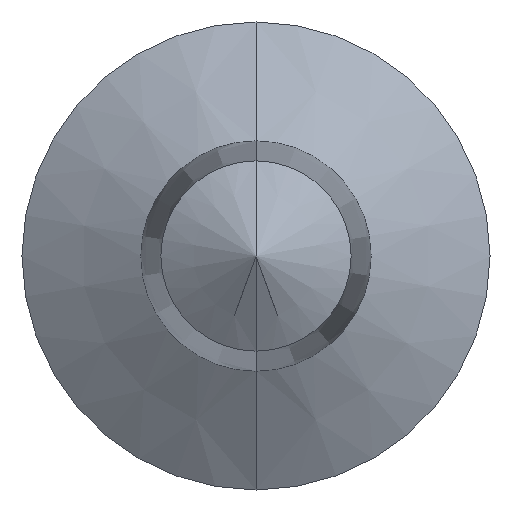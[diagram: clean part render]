
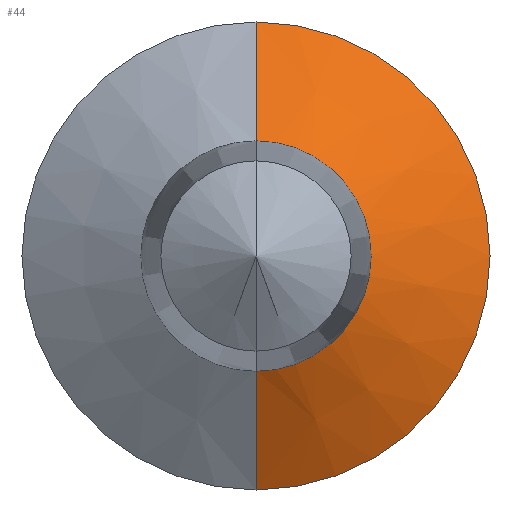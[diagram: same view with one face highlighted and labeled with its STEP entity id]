
A CAD part, front view. The second image highlights one B-rep face of the part: STEP entity #44.
In plain terms, the highlighted conical face has half-angle 59.482 degrees and reference radius 4.675 mm.
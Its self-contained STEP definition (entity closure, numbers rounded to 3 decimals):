
#3 = CONICAL_SURFACE ( 'NONE', #80, 4.675, 1.038 ) ;
#6 = CARTESIAN_POINT ( 'NONE',  ( 0., -1.7, 4.675 ) ) ;
#10 = CARTESIAN_POINT ( 'NONE',  ( 0., -1.7, 4.675 ) ) ;
#15 = ORIENTED_EDGE ( 'NONE', *, *, #22, .F. ) ;
#20 = CIRCLE ( 'NONE', #172, 2.3 ) ;
#22 = EDGE_CURVE ( 'NONE', #119, #52, #20, .T. ) ;
#37 = VERTEX_POINT ( 'NONE', #229 ) ;
#44 = ADVANCED_FACE ( 'NONE', ( #167 ), #3, .T. ) ;
#48 = EDGE_LOOP ( 'NONE', ( #15, #154, #142, #136 ) ) ;
#52 = VERTEX_POINT ( 'NONE', #210 ) ;
#58 = CIRCLE ( 'NONE', #211, 4.675 ) ;
#61 = DIRECTION ( 'NONE',  ( 0., 0., -1. ) ) ;
#64 = CARTESIAN_POINT ( 'NONE',  ( 0., -1.7, -4.675 ) ) ;
#65 = DIRECTION ( 'NONE',  ( 0., 0.508, 0.861 ) ) ;
#67 = LINE ( 'NONE', #10, #194 ) ;
#76 = DIRECTION ( 'NONE',  ( 0., 1., 0. ) ) ;
#80 = AXIS2_PLACEMENT_3D ( 'NONE', #244, #76, #144 ) ;
#88 = CARTESIAN_POINT ( 'NONE',  ( 0., -3.1, 0. ) ) ;
#109 = EDGE_CURVE ( 'NONE', #119, #37, #165, .T. ) ;
#119 = VERTEX_POINT ( 'NONE', #206 ) ;
#136 = ORIENTED_EDGE ( 'NONE', *, *, #196, .F. ) ;
#142 = ORIENTED_EDGE ( 'NONE', *, *, #160, .T. ) ;
#144 = DIRECTION ( 'NONE',  ( 0., 0., 1. ) ) ;
#154 = ORIENTED_EDGE ( 'NONE', *, *, #109, .T. ) ;
#157 = DIRECTION ( 'NONE',  ( 0., -1., 0. ) ) ;
#160 = EDGE_CURVE ( 'NONE', #37, #220, #58, .T. ) ;
#164 = CARTESIAN_POINT ( 'NONE',  ( 0., -1.7, 0. ) ) ;
#165 = LINE ( 'NONE', #64, #258 ) ;
#167 = FACE_OUTER_BOUND ( 'NONE', #48, .T. ) ;
#172 = AXIS2_PLACEMENT_3D ( 'NONE', #88, #157, #226 ) ;
#189 = DIRECTION ( 'NONE',  ( 0., 0.508, -0.861 ) ) ;
#194 = VECTOR ( 'NONE', #65, 1000. ) ;
#196 = EDGE_CURVE ( 'NONE', #52, #220, #67, .T. ) ;
#206 = CARTESIAN_POINT ( 'NONE',  ( 0., -3.1, -2.3 ) ) ;
#210 = CARTESIAN_POINT ( 'NONE',  ( 0., -3.1, 2.3 ) ) ;
#211 = AXIS2_PLACEMENT_3D ( 'NONE', #164, #249, #61 ) ;
#220 = VERTEX_POINT ( 'NONE', #6 ) ;
#226 = DIRECTION ( 'NONE',  ( 0., 0., -1. ) ) ;
#229 = CARTESIAN_POINT ( 'NONE',  ( 0., -1.7, -4.675 ) ) ;
#244 = CARTESIAN_POINT ( 'NONE',  ( 0., -1.7, 0. ) ) ;
#249 = DIRECTION ( 'NONE',  ( 0., -1., 0. ) ) ;
#258 = VECTOR ( 'NONE', #189, 1000. ) ;
